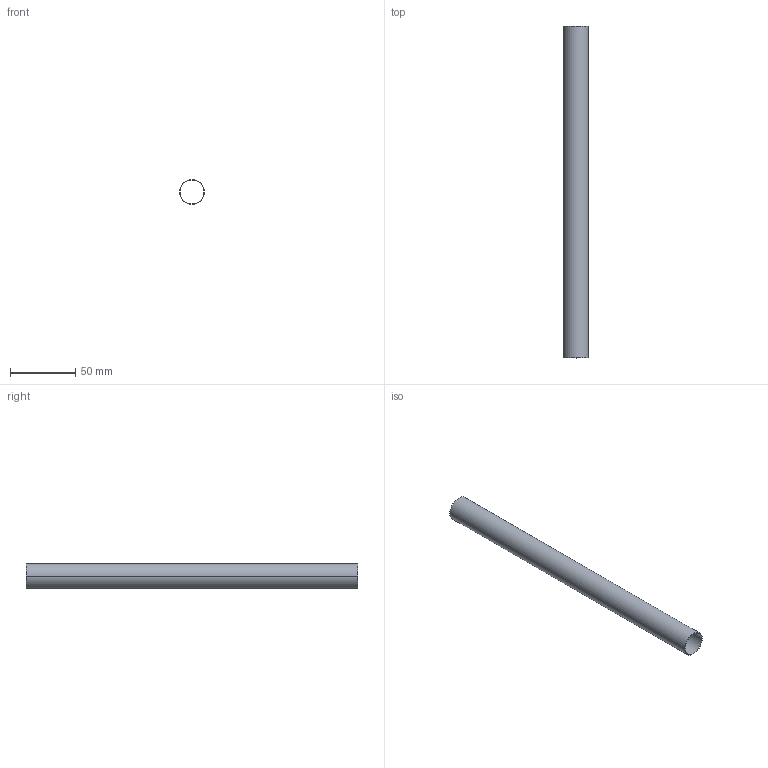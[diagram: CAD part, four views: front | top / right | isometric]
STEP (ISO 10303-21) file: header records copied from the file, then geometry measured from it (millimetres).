
FILE_DESCRIPTION((''),'2;1');
FILE_NAME('455_ASM','2021-06-16T11:53:02',('NSantos'),(''),'CREO PARAMETRIC BY PTC INC, 2018500','CREO PARAMETRIC BY PTC INC, 2018500','');
FILE_SCHEMA(('CONFIG_CONTROL_DESIGN'));
Length unit declared in the file: inch
Products named in the file (2): 50862; 455_ASM
Assembly tree (1 placements, depth 2):
  455_ASM
    50862
Bounding box: 19.05 x 254 x 19.05 mm (x, y, z)
Volume: 7516.3 mm3; surface area: 44852.1 mm2
Topology: 1 solids, 2 shells, 8 faces, 18 edges, 12 vertices
Faces by surface type: cylinder 6, plane 2
Entity records: 319 total; most frequent: DIRECTION 56, CARTESIAN_POINT 43, ORIENTED_EDGE 32, AXIS2_PLACEMENT_3D 25, EDGE_CURVE 18, VERTEX_POINT 12, CIRCLE 12, EDGE_LOOP 10
